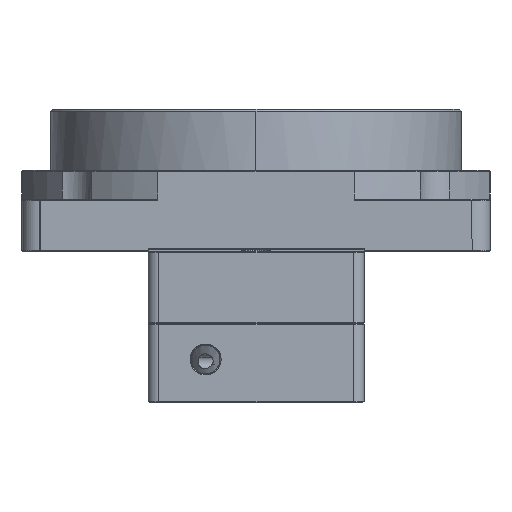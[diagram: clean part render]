
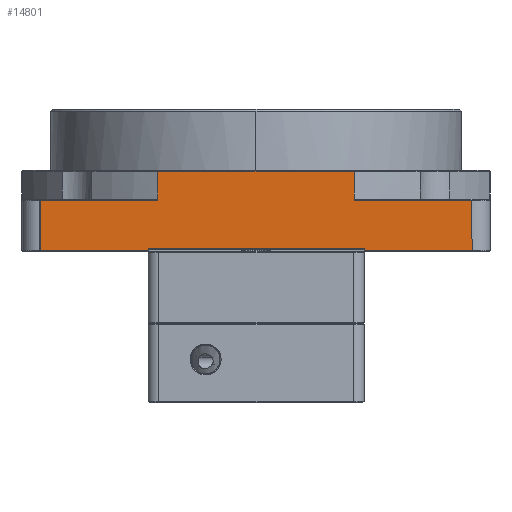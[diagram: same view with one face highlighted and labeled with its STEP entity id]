
A CAD part, left-side view. The second image highlights one B-rep face of the part: STEP entity #14801.
In plain terms, the highlighted planar face has unit normal (-1, 0, 0).
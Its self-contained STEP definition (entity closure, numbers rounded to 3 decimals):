
#625=PLANE('',#47193);
#14801=ADVANCED_FACE('',(#16578),#625,.F.);
#16578=FACE_OUTER_BOUND('',#17985,.T.);
#17985=EDGE_LOOP('',(#21202,#21203,#21204,#21205,#21206,#21207,#21208,#21209,
#21210,#21211,#21212,#21213));
#21202=ORIENTED_EDGE('',*,*,#35028,.T.);
#21203=ORIENTED_EDGE('',*,*,#35029,.T.);
#21204=ORIENTED_EDGE('',*,*,#35030,.T.);
#21205=ORIENTED_EDGE('',*,*,#35031,.T.);
#21206=ORIENTED_EDGE('',*,*,#35032,.T.);
#21207=ORIENTED_EDGE('',*,*,#35033,.T.);
#21208=ORIENTED_EDGE('',*,*,#35034,.T.);
#21209=ORIENTED_EDGE('',*,*,#35035,.T.);
#21210=ORIENTED_EDGE('',*,*,#35036,.T.);
#21211=ORIENTED_EDGE('',*,*,#35037,.T.);
#21212=ORIENTED_EDGE('',*,*,#35038,.T.);
#21213=ORIENTED_EDGE('',*,*,#35039,.T.);
#28112=VERTEX_POINT('',#64981);
#28113=VERTEX_POINT('',#64982);
#28114=VERTEX_POINT('',#64987);
#28115=VERTEX_POINT('',#64992);
#28116=VERTEX_POINT('',#64997);
#28117=VERTEX_POINT('',#65002);
#28118=VERTEX_POINT('',#65007);
#28119=VERTEX_POINT('',#65012);
#28120=VERTEX_POINT('',#65017);
#28121=VERTEX_POINT('',#65022);
#28122=VERTEX_POINT('',#65027);
#28123=VERTEX_POINT('',#65032);
#35028=EDGE_CURVE('',#28112,#28113,#41944,.T.);
#35029=EDGE_CURVE('',#28113,#28114,#41945,.T.);
#35030=EDGE_CURVE('',#28114,#28115,#41946,.T.);
#35031=EDGE_CURVE('',#28115,#28116,#41947,.T.);
#35032=EDGE_CURVE('',#28116,#28117,#41948,.T.);
#35033=EDGE_CURVE('',#28117,#28118,#41949,.T.);
#35034=EDGE_CURVE('',#28118,#28119,#41950,.T.);
#35035=EDGE_CURVE('',#28119,#28120,#41951,.T.);
#35036=EDGE_CURVE('',#28120,#28121,#41952,.T.);
#35037=EDGE_CURVE('',#28121,#28122,#41953,.T.);
#35038=EDGE_CURVE('',#28122,#28123,#41954,.T.);
#35039=EDGE_CURVE('',#28123,#28112,#41955,.T.);
#41944=B_SPLINE_CURVE_WITH_KNOTS('',3,(#64977,#64978,#64979,#64980),
 .UNSPECIFIED.,.F.,.F.,(4,4),(0.,1.),.UNSPECIFIED.);
#41945=B_SPLINE_CURVE_WITH_KNOTS('',3,(#64983,#64984,#64985,#64986),
 .UNSPECIFIED.,.F.,.F.,(4,4),(0.,1.),.UNSPECIFIED.);
#41946=B_SPLINE_CURVE_WITH_KNOTS('',3,(#64988,#64989,#64990,#64991),
 .UNSPECIFIED.,.F.,.F.,(4,4),(0.,1.),.UNSPECIFIED.);
#41947=B_SPLINE_CURVE_WITH_KNOTS('',3,(#64993,#64994,#64995,#64996),
 .UNSPECIFIED.,.F.,.F.,(4,4),(0.,1.),.UNSPECIFIED.);
#41948=B_SPLINE_CURVE_WITH_KNOTS('',3,(#64998,#64999,#65000,#65001),
 .UNSPECIFIED.,.F.,.F.,(4,4),(0.,1.),.UNSPECIFIED.);
#41949=B_SPLINE_CURVE_WITH_KNOTS('',3,(#65003,#65004,#65005,#65006),
 .UNSPECIFIED.,.F.,.F.,(4,4),(0.,1.),.UNSPECIFIED.);
#41950=B_SPLINE_CURVE_WITH_KNOTS('',3,(#65008,#65009,#65010,#65011),
 .UNSPECIFIED.,.F.,.F.,(4,4),(0.,1.),.UNSPECIFIED.);
#41951=B_SPLINE_CURVE_WITH_KNOTS('',3,(#65013,#65014,#65015,#65016),
 .UNSPECIFIED.,.F.,.F.,(4,4),(0.,1.),.UNSPECIFIED.);
#41952=B_SPLINE_CURVE_WITH_KNOTS('',3,(#65018,#65019,#65020,#65021),
 .UNSPECIFIED.,.F.,.F.,(4,4),(0.,1.),.UNSPECIFIED.);
#41953=B_SPLINE_CURVE_WITH_KNOTS('',3,(#65023,#65024,#65025,#65026),
 .UNSPECIFIED.,.F.,.F.,(4,4),(0.,1.),.UNSPECIFIED.);
#41954=B_SPLINE_CURVE_WITH_KNOTS('',3,(#65028,#65029,#65030,#65031),
 .UNSPECIFIED.,.F.,.F.,(4,4),(0.,1.),.UNSPECIFIED.);
#41955=B_SPLINE_CURVE_WITH_KNOTS('',3,(#65033,#65034,#65035,#65036),
 .UNSPECIFIED.,.F.,.F.,(4,4),(0.,1.),.UNSPECIFIED.);
#47193=AXIS2_PLACEMENT_3D('',#65037,#49078,#49079);
#49078=DIRECTION('',(1.,0.,0.));
#49079=DIRECTION('',(0.,-1.,0.));
#64977=CARTESIAN_POINT('',(-58.56,-60.,-0.25));
#64978=CARTESIAN_POINT('',(-58.56,-49.1,-0.25));
#64979=CARTESIAN_POINT('',(-58.56,-38.2,-0.25));
#64980=CARTESIAN_POINT('',(-58.56,-27.299,-0.25));
#64981=CARTESIAN_POINT('',(-58.56,-60.,-0.25));
#64982=CARTESIAN_POINT('',(-58.56,-27.299,-0.25));
#64983=CARTESIAN_POINT('',(-58.56,-27.299,-0.25));
#64984=CARTESIAN_POINT('',(-58.56,-27.299,2.417));
#64985=CARTESIAN_POINT('',(-58.56,-27.299,5.083));
#64986=CARTESIAN_POINT('',(-58.56,-27.299,7.75));
#64987=CARTESIAN_POINT('',(-58.56,-27.299,7.75));
#64988=CARTESIAN_POINT('',(-58.56,-27.299,7.75));
#64989=CARTESIAN_POINT('',(-58.56,-9.1,7.75));
#64990=CARTESIAN_POINT('',(-58.56,9.1,7.75));
#64991=CARTESIAN_POINT('',(-58.56,27.299,7.75));
#64992=CARTESIAN_POINT('',(-58.56,27.299,7.75));
#64993=CARTESIAN_POINT('',(-58.56,27.299,7.75));
#64994=CARTESIAN_POINT('',(-58.56,27.299,5.083));
#64995=CARTESIAN_POINT('',(-58.56,27.299,2.417));
#64996=CARTESIAN_POINT('',(-58.56,27.299,-0.25));
#64997=CARTESIAN_POINT('',(-58.56,27.299,-0.25));
#64998=CARTESIAN_POINT('',(-58.56,27.299,-0.25));
#64999=CARTESIAN_POINT('',(-58.56,38.2,-0.25));
#65000=CARTESIAN_POINT('',(-58.56,49.1,-0.25));
#65001=CARTESIAN_POINT('',(-58.56,60.,-0.25));
#65002=CARTESIAN_POINT('',(-58.56,60.,-0.25));
#65003=CARTESIAN_POINT('',(-58.56,60.,-0.25));
#65004=CARTESIAN_POINT('',(-58.56,60.,-4.917));
#65005=CARTESIAN_POINT('',(-58.56,60.,-9.583));
#65006=CARTESIAN_POINT('',(-58.56,60.,-14.25));
#65007=CARTESIAN_POINT('',(-58.56,60.,-14.25));
#65008=CARTESIAN_POINT('',(-58.56,60.,-14.25));
#65009=CARTESIAN_POINT('',(-58.56,50.,-14.25));
#65010=CARTESIAN_POINT('',(-58.56,40.,-14.25));
#65011=CARTESIAN_POINT('',(-58.56,30.,-14.25));
#65012=CARTESIAN_POINT('',(-58.56,30.,-14.25));
#65013=CARTESIAN_POINT('',(-58.56,30.,-14.25));
#65014=CARTESIAN_POINT('',(-58.56,30.,-14.083));
#65015=CARTESIAN_POINT('',(-58.56,30.,-13.917));
#65016=CARTESIAN_POINT('',(-58.56,30.,-13.75));
#65017=CARTESIAN_POINT('',(-58.56,30.,-13.75));
#65018=CARTESIAN_POINT('',(-58.56,30.,-13.75));
#65019=CARTESIAN_POINT('',(-58.56,10.,-13.75));
#65020=CARTESIAN_POINT('',(-58.56,-10.,-13.75));
#65021=CARTESIAN_POINT('',(-58.56,-30.,-13.75));
#65022=CARTESIAN_POINT('',(-58.56,-30.,-13.75));
#65023=CARTESIAN_POINT('',(-58.56,-30.,-13.75));
#65024=CARTESIAN_POINT('',(-58.56,-30.,-13.917));
#65025=CARTESIAN_POINT('',(-58.56,-30.,-14.083));
#65026=CARTESIAN_POINT('',(-58.56,-30.,-14.25));
#65027=CARTESIAN_POINT('',(-58.56,-30.,-14.25));
#65028=CARTESIAN_POINT('',(-58.56,-30.,-14.25));
#65029=CARTESIAN_POINT('',(-58.56,-40.,-14.25));
#65030=CARTESIAN_POINT('',(-58.56,-50.,-14.25));
#65031=CARTESIAN_POINT('',(-58.56,-60.,-14.25));
#65032=CARTESIAN_POINT('',(-58.56,-60.,-14.25));
#65033=CARTESIAN_POINT('',(-58.56,-60.,-14.25));
#65034=CARTESIAN_POINT('',(-58.56,-60.,-9.583));
#65035=CARTESIAN_POINT('',(-58.56,-60.,-4.917));
#65036=CARTESIAN_POINT('',(-58.56,-60.,-0.25));
#65037=CARTESIAN_POINT('',(-58.56,0.,-3.25));
